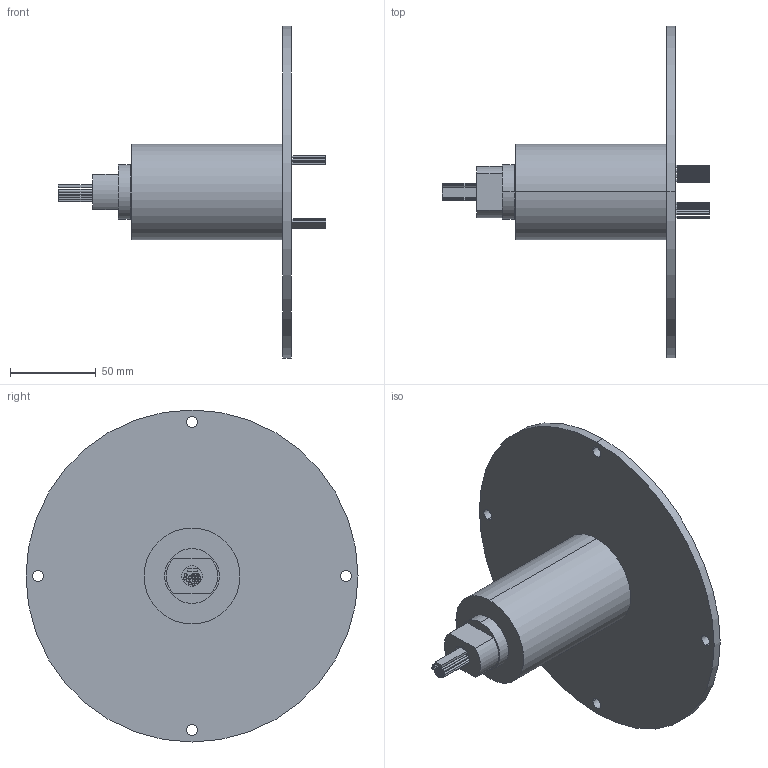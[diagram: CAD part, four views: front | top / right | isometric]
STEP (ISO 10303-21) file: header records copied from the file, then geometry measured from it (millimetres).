
FILE_DESCRIPTION (( 'STEP AP203' ), '1' );
FILE_NAME ('1.STEP', '2021-02-03T07:22:03', ( '微软用户' ), ( '微软中国' ), 'SwSTEP 2.0', 'SolidWorks 2014', '' );
FILE_SCHEMA (( 'CONFIG_CONTROL_DESIGN' ));
Length unit declared in the file: millimetre
Products named in the file (1): 1
Bounding box: 156.1 x 194 x 194 mm (x, y, z)
Volume: 380589.4 mm3; surface area: 84941.2 mm2
Topology: 1 solids, 1 shells, 168 faces, 360 edges, 240 vertices
Faces by surface type: cylinder 102, plane 66
Entity records: 4741 total; most frequent: DIRECTION 902, CARTESIAN_POINT 769, ORIENTED_EDGE 720, AXIS2_PLACEMENT_3D 373, EDGE_CURVE 360, VERTEX_POINT 240, EDGE_LOOP 222, CIRCLE 204
